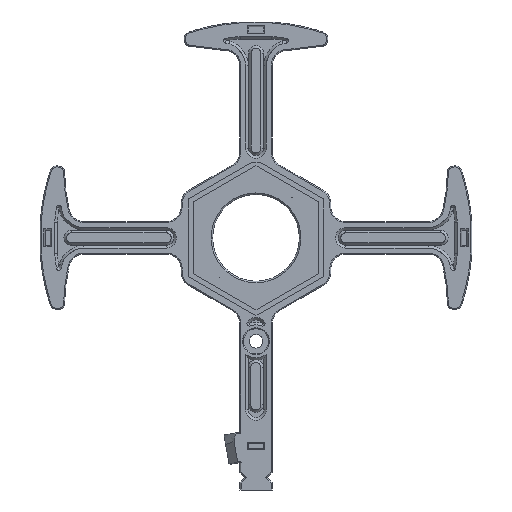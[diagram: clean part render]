
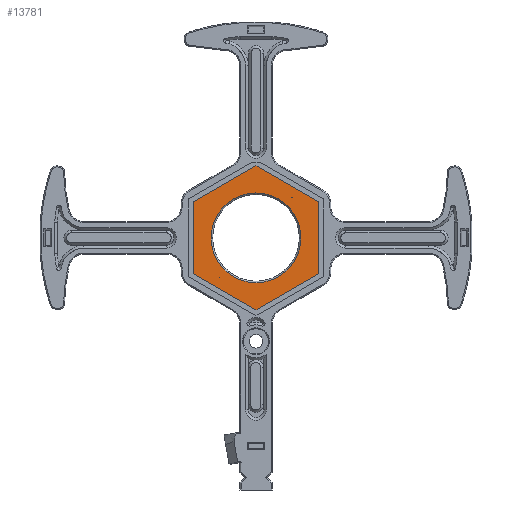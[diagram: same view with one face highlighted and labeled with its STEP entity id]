
A CAD part, left-side view. The second image highlights one B-rep face of the part: STEP entity #13781.
In plain terms, the highlighted planar face has unit normal (-1, 0, 0).
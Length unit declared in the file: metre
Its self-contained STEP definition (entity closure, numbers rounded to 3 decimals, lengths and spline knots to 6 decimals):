
#1027=PLANE('',#15068);
#1675=LINE('',#24007,#2706);
#1678=LINE('',#24013,#2709);
#1680=LINE('',#24017,#2711);
#1682=LINE('',#24021,#2713);
#1684=LINE('',#24025,#2715);
#1686=LINE('',#24029,#2717);
#1819=LINE('',#25267,#2850);
#1820=LINE('',#25272,#2851);
#1822=LINE('',#25278,#2853);
#1823=LINE('',#25282,#2854);
#2706=VECTOR('',#17625,1.);
#2709=VECTOR('',#17630,1.);
#2711=VECTOR('',#17634,1.);
#2713=VECTOR('',#17638,1.);
#2715=VECTOR('',#17642,1.);
#2717=VECTOR('',#17646,1.);
#2850=VECTOR('',#18081,1.);
#2851=VECTOR('',#18086,1.);
#2853=VECTOR('',#18092,1.);
#2854=VECTOR('',#18097,1.);
#5763=ORIENTED_EDGE('',*,*,#8833,.T.);
#5764=ORIENTED_EDGE('',*,*,#8827,.F.);
#5765=ORIENTED_EDGE('',*,*,#8834,.F.);
#5766=ORIENTED_EDGE('',*,*,#8832,.F.);
#5767=ORIENTED_EDGE('',*,*,#8835,.F.);
#5768=ORIENTED_EDGE('',*,*,#8825,.F.);
#5769=ORIENTED_EDGE('',*,*,#8830,.F.);
#5770=ORIENTED_EDGE('',*,*,#8560,.T.);
#5771=ORIENTED_EDGE('',*,*,#8549,.T.);
#5772=ORIENTED_EDGE('',*,*,#8552,.T.);
#5773=ORIENTED_EDGE('',*,*,#8554,.T.);
#5774=ORIENTED_EDGE('',*,*,#8556,.T.);
#5775=ORIENTED_EDGE('',*,*,#8558,.T.);
#8549=EDGE_CURVE('',#10259,#10260,#1675,.T.);
#8552=EDGE_CURVE('',#10260,#10261,#1678,.T.);
#8554=EDGE_CURVE('',#10261,#10262,#1680,.T.);
#8556=EDGE_CURVE('',#10262,#10263,#1682,.T.);
#8558=EDGE_CURVE('',#10263,#10264,#1684,.T.);
#8560=EDGE_CURVE('',#10264,#10259,#1686,.T.);
#8825=EDGE_CURVE('',#10432,#10431,#1819,.T.);
#8827=EDGE_CURVE('',#10433,#10435,#1820,.T.);
#8830=EDGE_CURVE('',#10436,#10432,#1822,.T.);
#8832=EDGE_CURVE('',#10435,#10437,#1823,.T.);
#8833=EDGE_CURVE('',#10438,#10438,#11128,.F.);
#8834=EDGE_CURVE('',#10437,#10433,#11129,.F.);
#8835=EDGE_CURVE('',#10431,#10436,#11130,.F.);
#10259=VERTEX_POINT('',#24008);
#10260=VERTEX_POINT('',#24009);
#10261=VERTEX_POINT('',#24014);
#10262=VERTEX_POINT('',#24018);
#10263=VERTEX_POINT('',#24022);
#10264=VERTEX_POINT('',#24026);
#10431=VERTEX_POINT('',#25264);
#10432=VERTEX_POINT('',#25266);
#10433=VERTEX_POINT('',#25270);
#10435=VERTEX_POINT('',#25273);
#10436=VERTEX_POINT('',#25277);
#10437=VERTEX_POINT('',#25281);
#10438=VERTEX_POINT('',#25285);
#11128=CIRCLE('',#15069,0.017985);
#11129=CIRCLE('',#15070,0.021628);
#11130=CIRCLE('',#15071,0.021628);
#11832=EDGE_LOOP('',(#5763));
#11833=EDGE_LOOP('',(#5764,#5765,#5766));
#11834=EDGE_LOOP('',(#5767,#5768,#5769));
#11835=EDGE_LOOP('',(#5770,#5771,#5772,#5773,#5774,#5775));
#12721=FACE_BOUND('',#11832,.T.);
#12722=FACE_BOUND('',#11833,.T.);
#12723=FACE_BOUND('',#11834,.T.);
#12724=FACE_BOUND('',#11835,.T.);
#13781=ADVANCED_FACE('',(#12721,#12722,#12723,#12724),#1027,.T.);
#15068=AXIS2_PLACEMENT_3D('',#25283,#18098,#18099);
#15069=AXIS2_PLACEMENT_3D('',#25284,#18100,#18101);
#15070=AXIS2_PLACEMENT_3D('',#25286,#18102,#18103);
#15071=AXIS2_PLACEMENT_3D('',#25287,#18104,#18105);
#17625=DIRECTION('',(0.,0.,1.));
#17630=DIRECTION('',(0.,0.866,0.5));
#17634=DIRECTION('',(0.,0.866,-0.5));
#17638=DIRECTION('',(0.,0.,-1.));
#17642=DIRECTION('',(0.,-0.866,-0.5));
#17646=DIRECTION('',(0.,-0.866,0.5));
#18081=DIRECTION('',(0.,-1.,0.));
#18086=DIRECTION('',(0.,-0.548,0.836));
#18092=DIRECTION('',(0.,0.547,-0.837));
#18097=DIRECTION('',(0.,1.,0.));
#18098=DIRECTION('',(-1.,0.,0.));
#18099=DIRECTION('',(0.,-1.,0.));
#18100=DIRECTION('',(-1.,0.,0.));
#18101=DIRECTION('',(0.,-1.,0.));
#18102=DIRECTION('',(-1.,0.,0.));
#18103=DIRECTION('',(0.,-1.,0.));
#18104=DIRECTION('',(-1.,0.,0.));
#18105=DIRECTION('',(0.,-1.,0.));
#24007=CARTESIAN_POINT('',(-0.237886,-0.106999,-0.026112));
#24008=CARTESIAN_POINT('',(-0.237886,-0.106999,0.000954));
#24009=CARTESIAN_POINT('',(-0.237886,-0.106999,0.029822));
#24013=CARTESIAN_POINT('',(-0.237886,-0.109582,0.028331));
#24014=CARTESIAN_POINT('',(-0.237886,-0.081999,0.044256));
#24017=CARTESIAN_POINT('',(-0.237886,-0.048642,0.024997));
#24018=CARTESIAN_POINT('',(-0.237886,-0.056999,0.029822));
#24021=CARTESIAN_POINT('',(-0.237886,-0.056999,-0.026112));
#24022=CARTESIAN_POINT('',(-0.237886,-0.056999,0.000954));
#24025=CARTESIAN_POINT('',(-0.237886,-0.084582,-0.01497));
#24026=CARTESIAN_POINT('',(-0.237886,-0.081999,-0.013479));
#24029=CARTESIAN_POINT('',(-0.237886,-0.073642,-0.018305));
#25264=CARTESIAN_POINT('',(-0.237886,-0.067458,-0.000637));
#25266=CARTESIAN_POINT('',(-0.237886,-0.067373,-0.000637));
#25267=CARTESIAN_POINT('',(-0.237886,-0.085628,-0.000637));
#25270=CARTESIAN_POINT('',(-0.237886,-0.096571,0.031355));
#25272=CARTESIAN_POINT('',(-0.237886,-0.089996,0.021324));
#25273=CARTESIAN_POINT('',(-0.237886,-0.096673,0.03151));
#25277=CARTESIAN_POINT('',(-0.237886,-0.067404,-0.000588));
#25278=CARTESIAN_POINT('',(-0.237886,-0.072854,0.007762));
#25281=CARTESIAN_POINT('',(-0.237886,-0.096399,0.03151));
#25282=CARTESIAN_POINT('',(-0.237886,-0.078292,0.03151));
#25283=CARTESIAN_POINT('',(-0.237886,-0.078149,-0.026112));
#25284=CARTESIAN_POINT('',(-0.237886,-0.081999,0.015373));
#25285=CARTESIAN_POINT('',(-0.237886,-0.099984,0.015373));
#25286=CARTESIAN_POINT('',(-0.237886,-0.081999,0.015373));
#25287=CARTESIAN_POINT('',(-0.237886,-0.081999,0.015373));
